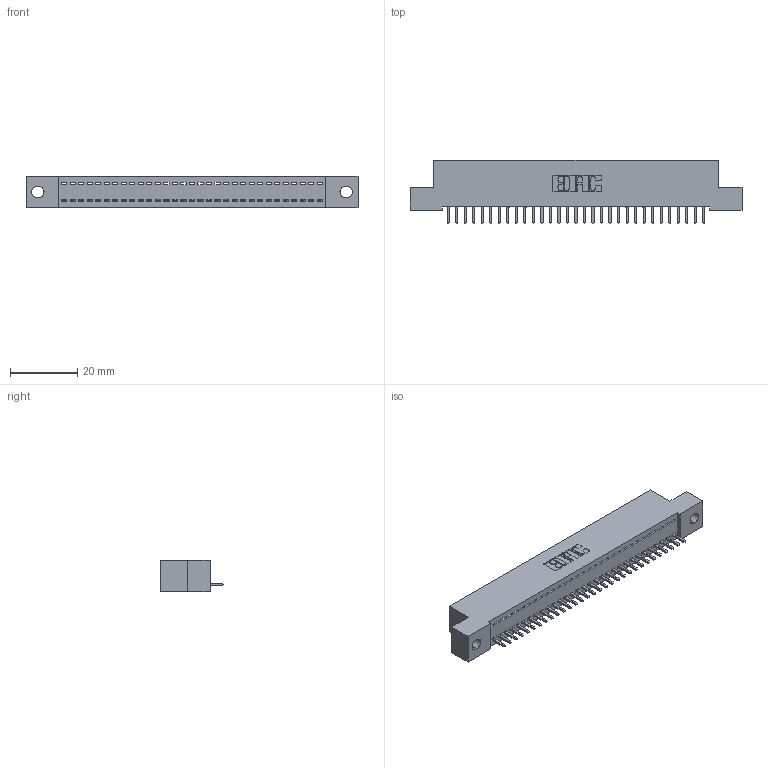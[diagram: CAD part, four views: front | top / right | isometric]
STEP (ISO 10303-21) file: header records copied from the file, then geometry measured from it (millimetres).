
FILE_DESCRIPTION (( 'STEP AP203' ), '1' );
FILE_NAME ('342-031-521-102.STEP', '2018-08-11T16:06:34', ( '' ), ( '' ), 'SwSTEP 2.0', 'SolidWorks 2016', '' );
FILE_SCHEMA (( 'CONFIG_CONTROL_DESIGN' ));
Length unit declared in the file: inch
Products named in the file (3): 342 Part_.128 Slot; 345-292-001_345-293-121; 342-031-521-102
Assembly tree (32 placements, depth 2):
  342-031-521-102
    342 Part_.128 Slot
    345-292-001_345-293-121  x31
Bounding box: 99.06 x 19.06 x 9.4 mm (x, y, z)
Volume: 8504.7 mm3; surface area: 11704.5 mm2
Topology: 32 solids, 32 shells, 1912 faces, 5767 edges, 3802 vertices
Faces by surface type: plane 1372, cylinder 540
Entity records: 20395 total; most frequent: CARTESIAN_POINT 3527, ORIENTED_EDGE 3494, DIRECTION 2997, EDGE_CURVE 1747, LINE 1619, VECTOR 1619, VERTEX_POINT 1162, AXIS2_PLACEMENT_3D 689
